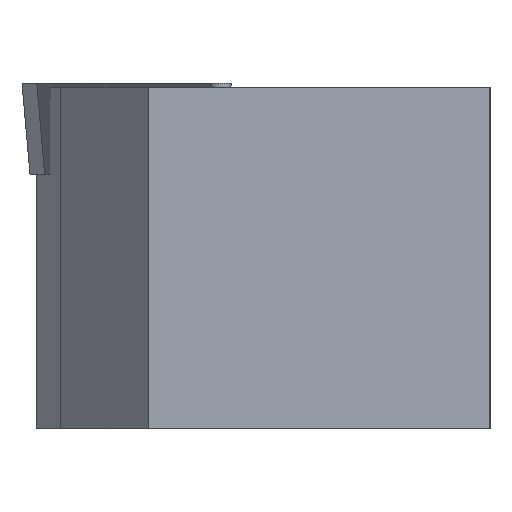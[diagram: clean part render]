
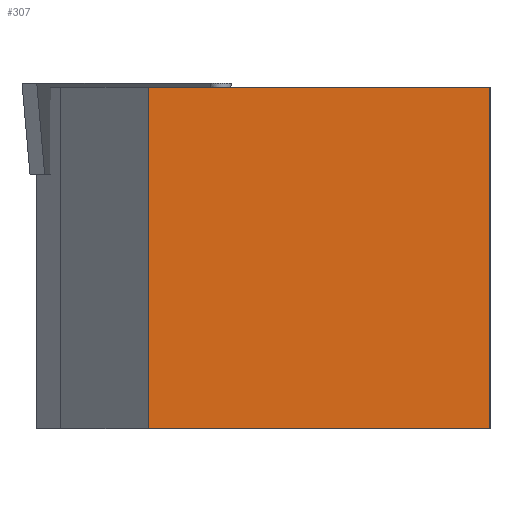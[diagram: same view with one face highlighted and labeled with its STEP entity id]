
A CAD part, left-side view. The second image highlights one B-rep face of the part: STEP entity #307.
In plain terms, the highlighted planar face has unit normal (-1, 0, 0).
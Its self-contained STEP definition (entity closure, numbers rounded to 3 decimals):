
#97=PLANE('',#772);
#127=FACE_OUTER_BOUND('',#381,.T.);
#190=LINE('',#1125,#260);
#194=LINE('',#1133,#264);
#197=LINE('',#1139,#267);
#198=LINE('',#1141,#268);
#260=VECTOR('',#935,1.);
#264=VECTOR('',#943,1.);
#267=VECTOR('',#948,1.);
#268=VECTOR('',#951,1.);
#307=ADVANCED_FACE('',(#127),#97,.F.);
#381=EDGE_LOOP('',(#544,#545,#546,#547));
#544=ORIENTED_EDGE('',*,*,#692,.T.);
#545=ORIENTED_EDGE('',*,*,#700,.F.);
#546=ORIENTED_EDGE('',*,*,#696,.F.);
#547=ORIENTED_EDGE('',*,*,#699,.T.);
#611=VERTEX_POINT('',#1124);
#612=VERTEX_POINT('',#1126);
#613=VERTEX_POINT('',#1132);
#614=VERTEX_POINT('',#1134);
#692=EDGE_CURVE('',#612,#611,#190,.T.);
#696=EDGE_CURVE('',#613,#614,#194,.T.);
#699=EDGE_CURVE('',#613,#612,#197,.T.);
#700=EDGE_CURVE('',#614,#611,#198,.T.);
#772=AXIS2_PLACEMENT_3D('',#1142,#952,#953);
#935=DIRECTION('',(0.,1.,0.));
#943=DIRECTION('',(0.,1.,0.));
#948=DIRECTION('',(0.,0.,1.));
#951=DIRECTION('',(0.,0.,1.));
#952=DIRECTION('',(1.,0.,0.));
#953=DIRECTION('',(0.,1.,0.));
#1124=CARTESIAN_POINT('',(-81.79,-4.45,-0.135));
#1125=CARTESIAN_POINT('',(-81.79,-16.315,-0.135));
#1126=CARTESIAN_POINT('',(-81.79,-16.315,-0.135));
#1132=CARTESIAN_POINT('',(-81.79,-16.315,-12.));
#1133=CARTESIAN_POINT('',(-81.79,-16.315,-12.));
#1134=CARTESIAN_POINT('',(-81.79,-4.45,-12.));
#1139=CARTESIAN_POINT('',(-81.79,-16.315,-12.));
#1141=CARTESIAN_POINT('',(-81.79,-4.45,-12.));
#1142=CARTESIAN_POINT('',(-81.79,-16.315,-12.));
